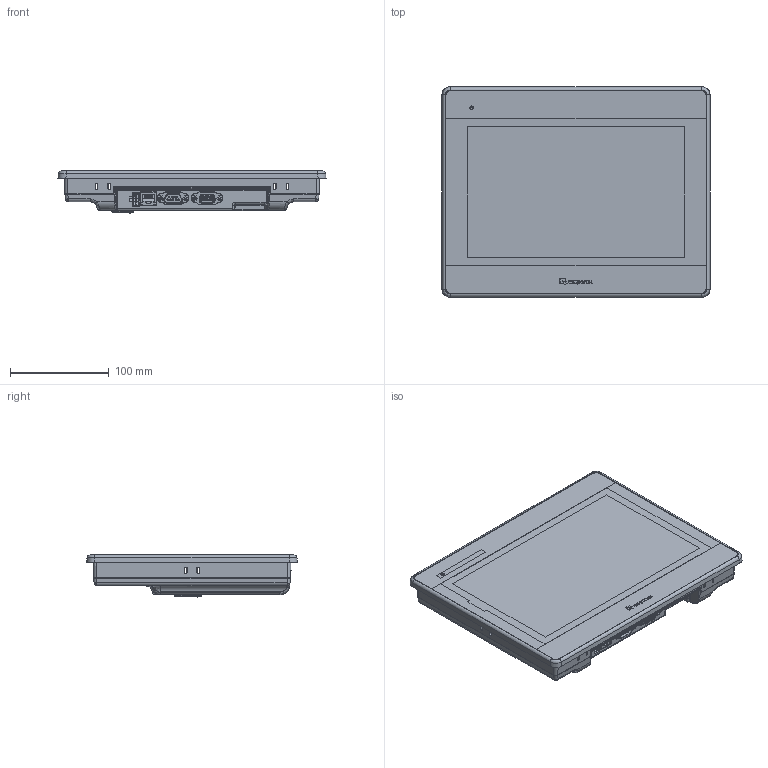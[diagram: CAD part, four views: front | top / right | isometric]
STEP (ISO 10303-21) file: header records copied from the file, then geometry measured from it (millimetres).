
FILE_DESCRIPTION (( 'STEP AP203' ), '1' );
FILE_NAME ('MT8101iE.STEP', '2017-07-17T06:14:21', ( 'annayang' ), ( '' ), 'SwSTEP 2.0', 'SolidWorks 2011', '' );
FILE_SCHEMA (( 'CONFIG_CONTROL_DESIGN' ));
Products named in the file (1): MT8101iE
Bounding box: 271.01 x 213.01 x 42.5 mm (x, y, z)
Surface area: 237403.3 mm2 (no closed solid volume)
Topology: 0 solids, 66 shells, 1318 faces, 6954 edges, 5585 vertices
Faces by surface type: plane 535, cylinder 258, bspline 203, cone 183, torus 117, sphere 22
Entity records: 91044 total; most frequent: CARTESIAN_POINT 41839, ORIENTED_EDGE 9283, DIRECTION 8504, EDGE_CURVE 6913, VERTEX_POINT 5569, VECTOR 3864, LINE 3864, AXIS2_PLACEMENT_3D 2320
